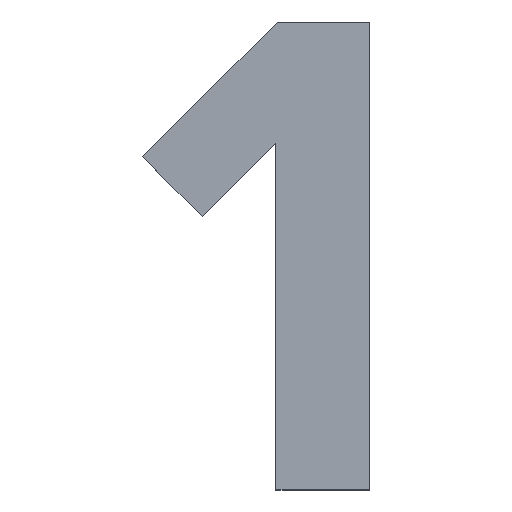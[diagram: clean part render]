
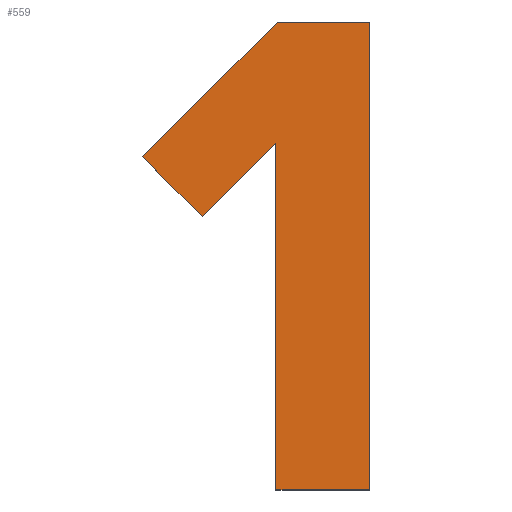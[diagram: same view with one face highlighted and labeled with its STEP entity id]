
A CAD part, top view. The second image highlights one B-rep face of the part: STEP entity #559.
In plain terms, the highlighted planar face has unit normal (0, 0, 1).
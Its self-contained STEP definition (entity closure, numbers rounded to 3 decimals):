
#35 = VERTEX_POINT('',#36);
#36 = CARTESIAN_POINT('',(5.745,-11.836,0.5));
#43 = SURFACE_OF_LINEAR_EXTRUSION('',#44,#47);
#44 = B_SPLINE_CURVE_WITH_KNOTS('',1,(#45,#46),.UNSPECIFIED.,.F.,.F.,(2,
    2),(0.,8.388),.PIECEWISE_BEZIER_KNOTS.);
#45 = CARTESIAN_POINT('',(5.745,-11.836,0.));
#46 = CARTESIAN_POINT('',(3.377,-11.836,0.));
#47 = VECTOR('',#48,1.);
#48 = DIRECTION('',(-0.,-0.,-1.));
#56 = SURFACE_OF_LINEAR_EXTRUSION('',#57,#60);
#57 = B_SPLINE_CURVE_WITH_KNOTS('',1,(#58,#59),.UNSPECIFIED.,.F.,.F.,(2,
    2),(0.,41.94),.PIECEWISE_BEZIER_KNOTS.);
#58 = CARTESIAN_POINT('',(5.745,0.,0.));
#59 = CARTESIAN_POINT('',(5.745,-11.836,0.));
#60 = VECTOR('',#61,1.);
#61 = DIRECTION('',(-0.,-0.,-1.));
#69 = EDGE_CURVE('',#35,#70,#72,.T.);
#70 = VERTEX_POINT('',#71);
#71 = CARTESIAN_POINT('',(3.377,-11.836,0.5));
#72 = SURFACE_CURVE('',#73,(#76,#83),.PCURVE_S1.);
#73 = B_SPLINE_CURVE_WITH_KNOTS('',1,(#74,#75),.UNSPECIFIED.,.F.,.F.,(2,
    2),(0.,8.388),.PIECEWISE_BEZIER_KNOTS.);
#74 = CARTESIAN_POINT('',(5.745,-11.836,0.5));
#75 = CARTESIAN_POINT('',(3.377,-11.836,0.5));
#76 = PCURVE('',#43,#77);
#77 = DEFINITIONAL_REPRESENTATION('',(#78),#82);
#78 = LINE('',#79,#80);
#79 = CARTESIAN_POINT('',(0.,-0.5));
#80 = VECTOR('',#81,1.);
#81 = DIRECTION('',(1.,0.));
#82 = ( GEOMETRIC_REPRESENTATION_CONTEXT(2) 
PARAMETRIC_REPRESENTATION_CONTEXT() REPRESENTATION_CONTEXT('2D SPACE',''
  ) );
#83 = PCURVE('',#84,#89);
#84 = PLANE('',#85);
#85 = AXIS2_PLACEMENT_3D('',#86,#87,#88);
#86 = CARTESIAN_POINT('',(5.745,-11.836,0.5));
#87 = DIRECTION('',(0.,0.,1.));
#88 = DIRECTION('',(1.,0.,-0.));
#89 = DEFINITIONAL_REPRESENTATION('',(#90),#93);
#90 = B_SPLINE_CURVE_WITH_KNOTS('',1,(#91,#92),.UNSPECIFIED.,.F.,.F.,(2,
    2),(0.,8.388),.PIECEWISE_BEZIER_KNOTS.);
#91 = CARTESIAN_POINT('',(0.,0.));
#92 = CARTESIAN_POINT('',(-2.367,0.));
#93 = ( GEOMETRIC_REPRESENTATION_CONTEXT(2) 
PARAMETRIC_REPRESENTATION_CONTEXT() REPRESENTATION_CONTEXT('2D SPACE',''
  ) );
#111 = SURFACE_OF_LINEAR_EXTRUSION('',#112,#115);
#112 = B_SPLINE_CURVE_WITH_KNOTS('',1,(#113,#114),.UNSPECIFIED.,.F.,.F.,
  (2,2),(0.,31.091),.PIECEWISE_BEZIER_KNOTS.);
#113 = CARTESIAN_POINT('',(3.377,-11.836,0.));
#114 = CARTESIAN_POINT('',(3.377,-3.062,0.));
#115 = VECTOR('',#116,1.);
#116 = DIRECTION('',(-0.,-0.,-1.));
#152 = EDGE_CURVE('',#70,#153,#155,.T.);
#153 = VERTEX_POINT('',#154);
#154 = CARTESIAN_POINT('',(3.377,-3.062,0.5));
#155 = SURFACE_CURVE('',#156,(#159,#166),.PCURVE_S1.);
#156 = B_SPLINE_CURVE_WITH_KNOTS('',1,(#157,#158),.UNSPECIFIED.,.F.,.F.,
  (2,2),(0.,31.091),.PIECEWISE_BEZIER_KNOTS.);
#157 = CARTESIAN_POINT('',(3.377,-11.836,0.5));
#158 = CARTESIAN_POINT('',(3.377,-3.062,0.5));
#159 = PCURVE('',#111,#160);
#160 = DEFINITIONAL_REPRESENTATION('',(#161),#165);
#161 = LINE('',#162,#163);
#162 = CARTESIAN_POINT('',(0.,-0.5));
#163 = VECTOR('',#164,1.);
#164 = DIRECTION('',(1.,0.));
#165 = ( GEOMETRIC_REPRESENTATION_CONTEXT(2) 
PARAMETRIC_REPRESENTATION_CONTEXT() REPRESENTATION_CONTEXT('2D SPACE',''
  ) );
#166 = PCURVE('',#84,#167);
#167 = DEFINITIONAL_REPRESENTATION('',(#168),#171);
#168 = B_SPLINE_CURVE_WITH_KNOTS('',1,(#169,#170),.UNSPECIFIED.,.F.,.F.,
  (2,2),(0.,31.091),.PIECEWISE_BEZIER_KNOTS.);
#169 = CARTESIAN_POINT('',(-2.367,0.));
#170 = CARTESIAN_POINT('',(-2.367,8.775));
#171 = ( GEOMETRIC_REPRESENTATION_CONTEXT(2) 
PARAMETRIC_REPRESENTATION_CONTEXT() REPRESENTATION_CONTEXT('2D SPACE',''
  ) );
#189 = SURFACE_OF_LINEAR_EXTRUSION('',#190,#193);
#190 = B_SPLINE_CURVE_WITH_KNOTS('',1,(#191,#192),.UNSPECIFIED.,.F.,.F.,
  (2,2),(0.,9.331),.PIECEWISE_BEZIER_KNOTS.);
#191 = CARTESIAN_POINT('',(3.377,-3.062,0.));
#192 = CARTESIAN_POINT('',(1.515,-4.924,0.));
#193 = VECTOR('',#194,1.);
#194 = DIRECTION('',(-0.,-0.,-1.));
#225 = EDGE_CURVE('',#153,#226,#228,.T.);
#226 = VERTEX_POINT('',#227);
#227 = CARTESIAN_POINT('',(1.515,-4.924,0.5));
#228 = SURFACE_CURVE('',#229,(#232,#239),.PCURVE_S1.);
#229 = B_SPLINE_CURVE_WITH_KNOTS('',1,(#230,#231),.UNSPECIFIED.,.F.,.F.,
  (2,2),(0.,9.331),.PIECEWISE_BEZIER_KNOTS.);
#230 = CARTESIAN_POINT('',(3.377,-3.062,0.5));
#231 = CARTESIAN_POINT('',(1.515,-4.924,0.5));
#232 = PCURVE('',#189,#233);
#233 = DEFINITIONAL_REPRESENTATION('',(#234),#238);
#234 = LINE('',#235,#236);
#235 = CARTESIAN_POINT('',(0.,-0.5));
#236 = VECTOR('',#237,1.);
#237 = DIRECTION('',(1.,0.));
#238 = ( GEOMETRIC_REPRESENTATION_CONTEXT(2) 
PARAMETRIC_REPRESENTATION_CONTEXT() REPRESENTATION_CONTEXT('2D SPACE',''
  ) );
#239 = PCURVE('',#84,#240);
#240 = DEFINITIONAL_REPRESENTATION('',(#241),#244);
#241 = B_SPLINE_CURVE_WITH_KNOTS('',1,(#242,#243),.UNSPECIFIED.,.F.,.F.,
  (2,2),(0.,9.331),.PIECEWISE_BEZIER_KNOTS.);
#242 = CARTESIAN_POINT('',(-2.367,8.775));
#243 = CARTESIAN_POINT('',(-4.229,6.912));
#244 = ( GEOMETRIC_REPRESENTATION_CONTEXT(2) 
PARAMETRIC_REPRESENTATION_CONTEXT() REPRESENTATION_CONTEXT('2D SPACE',''
  ) );
#262 = SURFACE_OF_LINEAR_EXTRUSION('',#263,#266);
#263 = B_SPLINE_CURVE_WITH_KNOTS('',1,(#264,#265),.UNSPECIFIED.,.F.,.F.,
  (2,2),(0.,7.592),.PIECEWISE_BEZIER_KNOTS.);
#264 = CARTESIAN_POINT('',(1.515,-4.924,0.));
#265 = CARTESIAN_POINT('',(0.,-3.409,0.));
#266 = VECTOR('',#267,1.);
#267 = DIRECTION('',(-0.,-0.,-1.));
#298 = EDGE_CURVE('',#226,#299,#301,.T.);
#299 = VERTEX_POINT('',#300);
#300 = CARTESIAN_POINT('',(0.,-3.409,0.5));
#301 = SURFACE_CURVE('',#302,(#305,#312),.PCURVE_S1.);
#302 = B_SPLINE_CURVE_WITH_KNOTS('',1,(#303,#304),.UNSPECIFIED.,.F.,.F.,
  (2,2),(0.,7.592),.PIECEWISE_BEZIER_KNOTS.);
#303 = CARTESIAN_POINT('',(1.515,-4.924,0.5));
#304 = CARTESIAN_POINT('',(0.,-3.409,0.5));
#305 = PCURVE('',#262,#306);
#306 = DEFINITIONAL_REPRESENTATION('',(#307),#311);
#307 = LINE('',#308,#309);
#308 = CARTESIAN_POINT('',(0.,-0.5));
#309 = VECTOR('',#310,1.);
#310 = DIRECTION('',(1.,0.));
#311 = ( GEOMETRIC_REPRESENTATION_CONTEXT(2) 
PARAMETRIC_REPRESENTATION_CONTEXT() REPRESENTATION_CONTEXT('2D SPACE',''
  ) );
#312 = PCURVE('',#84,#313);
#313 = DEFINITIONAL_REPRESENTATION('',(#314),#317);
#314 = B_SPLINE_CURVE_WITH_KNOTS('',1,(#315,#316),.UNSPECIFIED.,.F.,.F.,
  (2,2),(0.,7.592),.PIECEWISE_BEZIER_KNOTS.);
#315 = CARTESIAN_POINT('',(-4.229,6.912));
#316 = CARTESIAN_POINT('',(-5.745,8.427));
#317 = ( GEOMETRIC_REPRESENTATION_CONTEXT(2) 
PARAMETRIC_REPRESENTATION_CONTEXT() REPRESENTATION_CONTEXT('2D SPACE',''
  ) );
#335 = SURFACE_OF_LINEAR_EXTRUSION('',#336,#339);
#336 = B_SPLINE_CURVE_WITH_KNOTS('',1,(#337,#338),.UNSPECIFIED.,.F.,.F.,
  (2,2),(0.,17.082),.PIECEWISE_BEZIER_KNOTS.);
#337 = CARTESIAN_POINT('',(0.,-3.409,0.));
#338 = CARTESIAN_POINT('',(3.409,0.,0.));
#339 = VECTOR('',#340,1.);
#340 = DIRECTION('',(-0.,-0.,-1.));
#371 = EDGE_CURVE('',#299,#372,#374,.T.);
#372 = VERTEX_POINT('',#373);
#373 = CARTESIAN_POINT('',(3.409,0.,0.5));
#374 = SURFACE_CURVE('',#375,(#378,#385),.PCURVE_S1.);
#375 = B_SPLINE_CURVE_WITH_KNOTS('',1,(#376,#377),.UNSPECIFIED.,.F.,.F.,
  (2,2),(0.,17.082),.PIECEWISE_BEZIER_KNOTS.);
#376 = CARTESIAN_POINT('',(0.,-3.409,0.5));
#377 = CARTESIAN_POINT('',(3.409,0.,0.5));
#378 = PCURVE('',#335,#379);
#379 = DEFINITIONAL_REPRESENTATION('',(#380),#384);
#380 = LINE('',#381,#382);
#381 = CARTESIAN_POINT('',(0.,-0.5));
#382 = VECTOR('',#383,1.);
#383 = DIRECTION('',(1.,0.));
#384 = ( GEOMETRIC_REPRESENTATION_CONTEXT(2) 
PARAMETRIC_REPRESENTATION_CONTEXT() REPRESENTATION_CONTEXT('2D SPACE',''
  ) );
#385 = PCURVE('',#84,#386);
#386 = DEFINITIONAL_REPRESENTATION('',(#387),#390);
#387 = B_SPLINE_CURVE_WITH_KNOTS('',1,(#388,#389),.UNSPECIFIED.,.F.,.F.,
  (2,2),(0.,17.082),.PIECEWISE_BEZIER_KNOTS.);
#388 = CARTESIAN_POINT('',(-5.745,8.427));
#389 = CARTESIAN_POINT('',(-2.336,11.836));
#390 = ( GEOMETRIC_REPRESENTATION_CONTEXT(2) 
PARAMETRIC_REPRESENTATION_CONTEXT() REPRESENTATION_CONTEXT('2D SPACE',''
  ) );
#408 = SURFACE_OF_LINEAR_EXTRUSION('',#409,#412);
#409 = B_SPLINE_CURVE_WITH_KNOTS('',1,(#410,#411),.UNSPECIFIED.,.F.,.F.,
  (2,2),(0.,8.276),.PIECEWISE_BEZIER_KNOTS.);
#410 = CARTESIAN_POINT('',(3.409,0.,0.));
#411 = CARTESIAN_POINT('',(5.745,0.,0.));
#412 = VECTOR('',#413,1.);
#413 = DIRECTION('',(-0.,-0.,-1.));
#444 = EDGE_CURVE('',#372,#445,#447,.T.);
#445 = VERTEX_POINT('',#446);
#446 = CARTESIAN_POINT('',(5.745,0.,0.5));
#447 = SURFACE_CURVE('',#448,(#451,#458),.PCURVE_S1.);
#448 = B_SPLINE_CURVE_WITH_KNOTS('',1,(#449,#450),.UNSPECIFIED.,.F.,.F.,
  (2,2),(0.,8.276),.PIECEWISE_BEZIER_KNOTS.);
#449 = CARTESIAN_POINT('',(3.409,0.,0.5));
#450 = CARTESIAN_POINT('',(5.745,0.,0.5));
#451 = PCURVE('',#408,#452);
#452 = DEFINITIONAL_REPRESENTATION('',(#453),#457);
#453 = LINE('',#454,#455);
#454 = CARTESIAN_POINT('',(0.,-0.5));
#455 = VECTOR('',#456,1.);
#456 = DIRECTION('',(1.,0.));
#457 = ( GEOMETRIC_REPRESENTATION_CONTEXT(2) 
PARAMETRIC_REPRESENTATION_CONTEXT() REPRESENTATION_CONTEXT('2D SPACE',''
  ) );
#458 = PCURVE('',#84,#459);
#459 = DEFINITIONAL_REPRESENTATION('',(#460),#463);
#460 = B_SPLINE_CURVE_WITH_KNOTS('',1,(#461,#462),.UNSPECIFIED.,.F.,.F.,
  (2,2),(0.,8.276),.PIECEWISE_BEZIER_KNOTS.);
#461 = CARTESIAN_POINT('',(-2.336,11.836));
#462 = CARTESIAN_POINT('',(0.,11.836));
#463 = ( GEOMETRIC_REPRESENTATION_CONTEXT(2) 
PARAMETRIC_REPRESENTATION_CONTEXT() REPRESENTATION_CONTEXT('2D SPACE',''
  ) );
#511 = EDGE_CURVE('',#445,#35,#512,.T.);
#512 = SURFACE_CURVE('',#513,(#516,#523),.PCURVE_S1.);
#513 = B_SPLINE_CURVE_WITH_KNOTS('',1,(#514,#515),.UNSPECIFIED.,.F.,.F.,
  (2,2),(0.,41.94),.PIECEWISE_BEZIER_KNOTS.);
#514 = CARTESIAN_POINT('',(5.745,0.,0.5));
#515 = CARTESIAN_POINT('',(5.745,-11.836,0.5));
#516 = PCURVE('',#56,#517);
#517 = DEFINITIONAL_REPRESENTATION('',(#518),#522);
#518 = LINE('',#519,#520);
#519 = CARTESIAN_POINT('',(0.,-0.5));
#520 = VECTOR('',#521,1.);
#521 = DIRECTION('',(1.,0.));
#522 = ( GEOMETRIC_REPRESENTATION_CONTEXT(2) 
PARAMETRIC_REPRESENTATION_CONTEXT() REPRESENTATION_CONTEXT('2D SPACE',''
  ) );
#523 = PCURVE('',#84,#524);
#524 = DEFINITIONAL_REPRESENTATION('',(#525),#528);
#525 = B_SPLINE_CURVE_WITH_KNOTS('',1,(#526,#527),.UNSPECIFIED.,.F.,.F.,
  (2,2),(0.,41.94),.PIECEWISE_BEZIER_KNOTS.);
#526 = CARTESIAN_POINT('',(0.,11.836));
#527 = CARTESIAN_POINT('',(0.,0.));
#528 = ( GEOMETRIC_REPRESENTATION_CONTEXT(2) 
PARAMETRIC_REPRESENTATION_CONTEXT() REPRESENTATION_CONTEXT('2D SPACE',''
  ) );
#559 = ADVANCED_FACE('',(#560),#84,.T.);
#560 = FACE_BOUND('',#561,.F.);
#561 = EDGE_LOOP('',(#562,#563,#564,#565,#566,#567,#568));
#562 = ORIENTED_EDGE('',*,*,#69,.T.);
#563 = ORIENTED_EDGE('',*,*,#152,.T.);
#564 = ORIENTED_EDGE('',*,*,#225,.T.);
#565 = ORIENTED_EDGE('',*,*,#298,.T.);
#566 = ORIENTED_EDGE('',*,*,#371,.T.);
#567 = ORIENTED_EDGE('',*,*,#444,.T.);
#568 = ORIENTED_EDGE('',*,*,#511,.T.);
